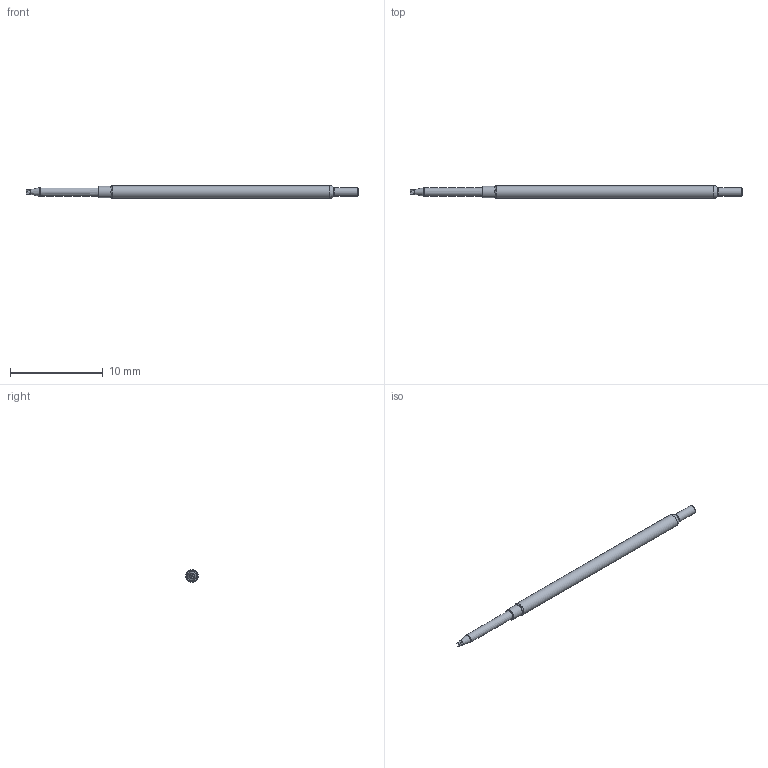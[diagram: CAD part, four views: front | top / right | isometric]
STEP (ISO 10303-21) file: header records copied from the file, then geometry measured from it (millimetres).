
FILE_DESCRIPTION (( 'STEP AP214' ), '1' );
FILE_NAME ('X75-PRP25G4_-S.STEP', '2018-10-26T12:20:53', ( '' ), ( '' ), 'SwSTEP 2.0', 'SolidWorks 2017', '' );
FILE_SCHEMA (( 'AUTOMOTIVE_DESIGN' ));
Length unit declared in the file: inch
Products named in the file (1): X75-PRP25G4_-S
Bounding box: 35.81 x 1.37 x 1.37 mm (x, y, z)
Volume: 43.2 mm3; surface area: 138.8 mm2
Topology: 1 solids, 1 shells, 36 faces, 84 edges, 52 vertices
Faces by surface type: bspline 12, cone 8, plane 7, cylinder 5, torus 4
Full cylindrical faces by diameter (mm): 0.508 x1, 0.915 x1, 0.922 x1, 1.232 x1, 1.367 x1
Entity records: 3458 total; most frequent: CARTESIAN_POINT 2312, ORIENTED_EDGE 134, DIRECTION 96, EDGE_CURVE 67, EDGE_LOOP 51, AXIS2_PLACEMENT_3D 48, VERTEX_POINT 48, FACE_OUTER_BOUND 45
